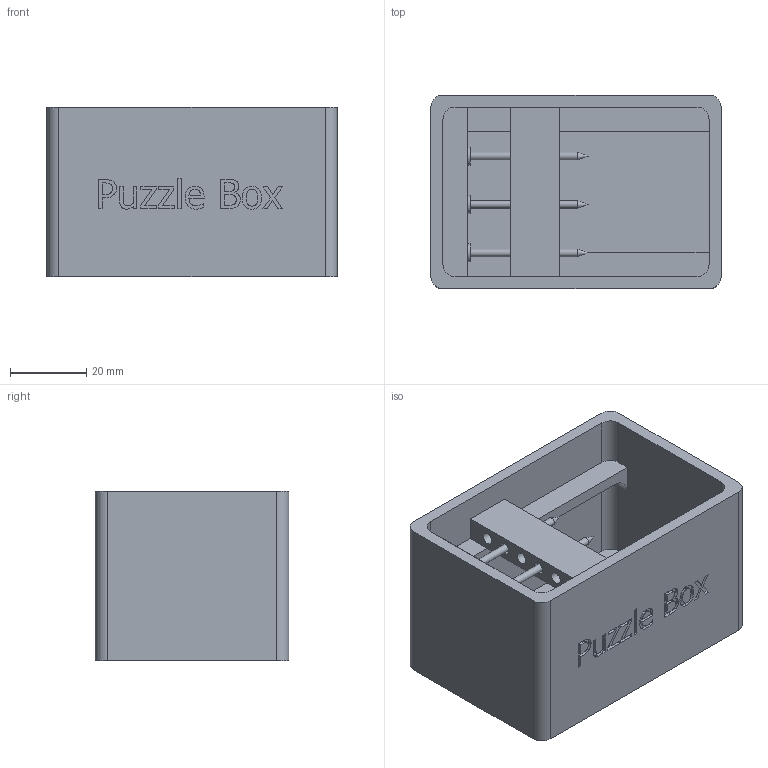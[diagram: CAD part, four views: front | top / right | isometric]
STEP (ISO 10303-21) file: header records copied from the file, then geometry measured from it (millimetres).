
FILE_DESCRIPTION(/* description */ (''),/* implementation_level */ '2;1');
FILE_NAME(/* name */ 'nail_box_assy_wo_lid.stp',/* time_stamp */ '2017-10-14T10:37:05-04:00',/* author */ ('Mark'),/* organization */ (''),/* preprocessor_version */ 'ST-DEVELOPER v16.1',/* originating_system */ 'Autodesk Inventor 2016',/* authorisation */ '');
FILE_SCHEMA (('AUTOMOTIVE_DESIGN { 1 0 10303 214 3 1 1 }'));
Length unit declared in the file: inch
Products named in the file (4): box; nail_block; nail; nail_box_assy_wo_lid
Assembly tree (5 placements, depth 2):
  nail_box_assy_wo_lid
    box
    nail_block
    nail  x3
Bounding box: 76.2 x 50.8 x 44.45 mm (x, y, z)
Volume: 52344 mm3; surface area: 33274.1 mm2
Topology: 5 solids, 5 shells, 220 faces, 551 edges, 362 vertices
Faces by surface type: plane 124, bspline 51, cylinder 35, cone 6, torus 4
Full cylindrical faces by diameter (mm): 1.905 x4, 2.032 x3, 2.286 x4, 3.175 x6, 4.762 x3
Entity records: 6853 total; most frequent: CARTESIAN_POINT 1936, ORIENTED_EDGE 1004, DIRECTION 807, EDGE_CURVE 502, VERTEX_POINT 345, LINE 333, VECTOR 333, EDGE_LOOP 269
